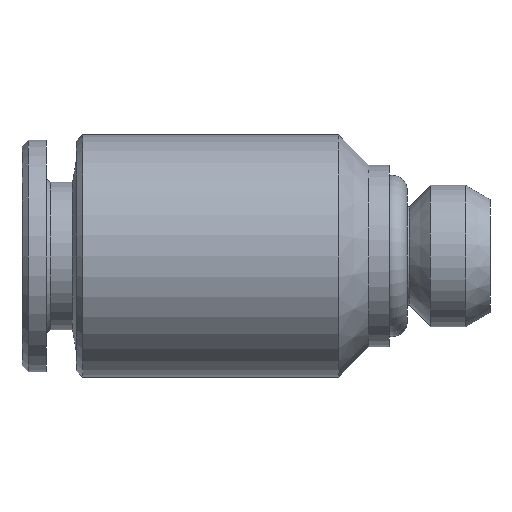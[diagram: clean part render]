
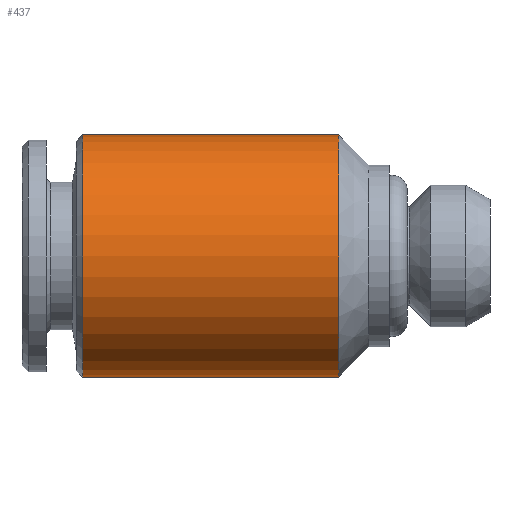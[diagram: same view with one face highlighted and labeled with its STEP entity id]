
A CAD part, left-side view. The second image highlights one B-rep face of the part: STEP entity #437.
In plain terms, the highlighted cylindrical face has radius 6 mm (diameter 12 mm), a partial arc.
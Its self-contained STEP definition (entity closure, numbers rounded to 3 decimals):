
#15 = VERTEX_POINT ( 'NONE', #669 ) ;
#18 = VERTEX_POINT ( 'NONE', #664 ) ;
#60 = EDGE_CURVE ( 'NONE', #18, #275, #544, .T. ) ;
#62 = VERTEX_POINT ( 'NONE', #540 ) ;
#66 = EDGE_CURVE ( 'NONE', #15, #62, #533, .T. ) ;
#275 = VERTEX_POINT ( 'NONE', #890 ) ;
#430 = EDGE_CURVE ( 'NONE', #275, #62, #995, .T. ) ;
#437 = ADVANCED_FACE ( 'NONE', ( #989 ), #984, .T. ) ;
#438 = EDGE_LOOP ( 'NONE', ( #439, #713, #715, #716 ) ) ;
#439 = ORIENTED_EDGE ( 'NONE', *, *, #60, .F. ) ;
#530 = DIRECTION ( 'NONE',  ( 0., -1., 0. ) ) ;
#531 = VECTOR ( 'NONE', #530, 1000. ) ;
#532 = CARTESIAN_POINT ( 'NONE',  ( 0., -2.242, -6. ) ) ;
#533 = LINE ( 'NONE', #532, #531 ) ;
#540 = CARTESIAN_POINT ( 'NONE',  ( 0., 7.5, -6. ) ) ;
#541 = DIRECTION ( 'NONE',  ( 0., -1., 0. ) ) ;
#542 = VECTOR ( 'NONE', #541, 1000. ) ;
#543 = CARTESIAN_POINT ( 'NONE',  ( 0., -2.242, 6. ) ) ;
#544 = LINE ( 'NONE', #543, #542 ) ;
#664 = CARTESIAN_POINT ( 'NONE',  ( 0., 20.2, 6. ) ) ;
#669 = CARTESIAN_POINT ( 'NONE',  ( 0., 20.2, -6. ) ) ;
#713 = ORIENTED_EDGE ( 'NONE', *, *, #714, .T. ) ;
#714 = EDGE_CURVE ( 'NONE', #18, #15, #1030, .T. ) ;
#715 = ORIENTED_EDGE ( 'NONE', *, *, #66, .T. ) ;
#716 = ORIENTED_EDGE ( 'NONE', *, *, #430, .F. ) ;
#890 = CARTESIAN_POINT ( 'NONE',  ( 0., 7.5, 6. ) ) ;
#980 = DIRECTION ( 'NONE',  ( 0., 0., -1. ) ) ;
#981 = DIRECTION ( 'NONE',  ( 0., -1., 0. ) ) ;
#982 = CARTESIAN_POINT ( 'NONE',  ( 0., -2.242, 0. ) ) ;
#983 = AXIS2_PLACEMENT_3D ( 'NONE', #982, #981, #980 ) ;
#984 = CYLINDRICAL_SURFACE ( 'NONE', #983, 6. ) ;
#989 = FACE_OUTER_BOUND ( 'NONE', #438, .T. ) ;
#991 = DIRECTION ( 'NONE',  ( 0., 0., -1. ) ) ;
#992 = DIRECTION ( 'NONE',  ( 0., -1., 0. ) ) ;
#993 = CARTESIAN_POINT ( 'NONE',  ( 0., 7.5, 0. ) ) ;
#994 = AXIS2_PLACEMENT_3D ( 'NONE', #993, #992, #991 ) ;
#995 = CIRCLE ( 'NONE', #994, 6. ) ;
#1026 = DIRECTION ( 'NONE',  ( 0., 0., -1. ) ) ;
#1027 = DIRECTION ( 'NONE',  ( 0., -1., 0. ) ) ;
#1028 = CARTESIAN_POINT ( 'NONE',  ( 0., 20.2, 0. ) ) ;
#1029 = AXIS2_PLACEMENT_3D ( 'NONE', #1028, #1027, #1026 ) ;
#1030 = CIRCLE ( 'NONE', #1029, 6. ) ;
